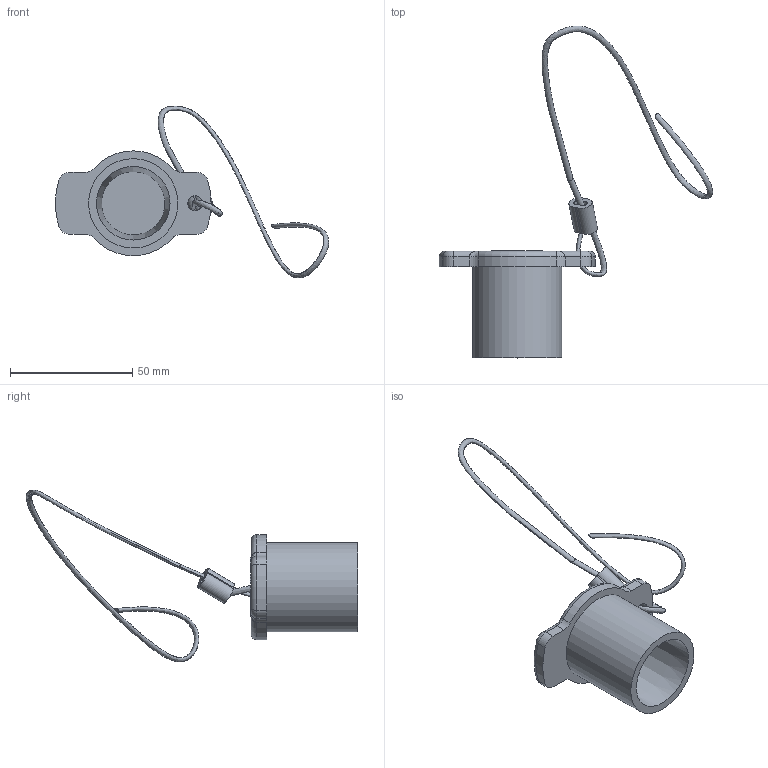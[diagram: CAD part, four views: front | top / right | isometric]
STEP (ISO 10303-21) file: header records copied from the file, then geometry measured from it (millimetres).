
FILE_DESCRIPTION (( 'STEP AP214' ), '1' );
FILE_NAME ('ORC4450-d01.STEP', '2024-03-20T19:10:13', ( '' ), ( '' ), 'SwSTEP 2.0', 'SolidWorks 2020', '' );
FILE_SCHEMA (( 'AUTOMOTIVE_DESIGN' ));
Length unit declared in the file: inch
Products named in the file (4): OX48333-M01 REF; OX48334-M01-REF; ORC4450-d01; BA49809-M01
Assembly tree (3 placements, depth 2):
  ORC4450-d01
    BA49809-M01
    OX48333-M01 REF
    OX48334-M01-REF
Bounding box: 111.75 x 135.64 x 70.31 mm (x, y, z)
Volume: 29655.4 mm3; surface area: 15183.8 mm2
Topology: 3 solids, 3 shells, 125 faces, 308 edges, 196 vertices
Faces by surface type: plane 75, cylinder 35, torus 8, bspline 6, cone 1
Full cylindrical faces by diameter (mm): 1.902 x1, 6.147 x1, 36.525 x1
Entity records: 4521 total; most frequent: CARTESIAN_POINT 1429, DIRECTION 609, ORIENTED_EDGE 592, EDGE_CURVE 296, VECTOR 205, LINE 205, AXIS2_PLACEMENT_3D 202, VERTEX_POINT 194
